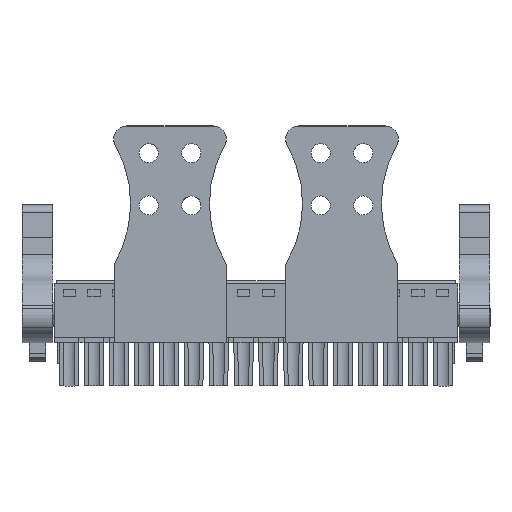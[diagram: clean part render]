
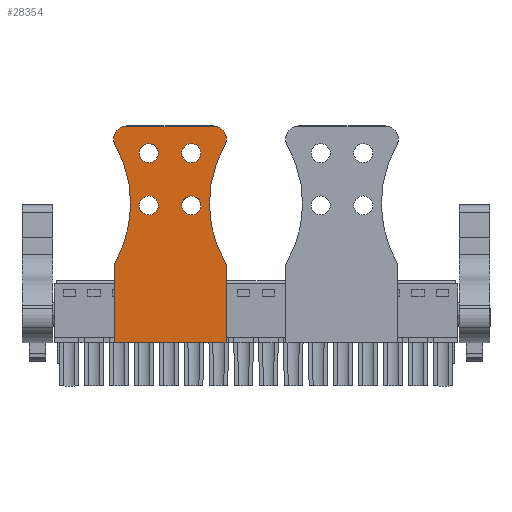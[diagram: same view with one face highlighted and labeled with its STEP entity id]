
A CAD part, front view. The second image highlights one B-rep face of the part: STEP entity #28354.
In plain terms, the highlighted planar face has unit normal (0, -1, 0).
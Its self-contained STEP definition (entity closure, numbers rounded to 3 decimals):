
#28008=AXIS2_PLACEMENT_3D('Circle Axis2P3D',#28006,#28007,$) ;
#28032=AXIS2_PLACEMENT_3D('Circle Axis2P3D',#28030,#28031,$) ;
#28080=AXIS2_PLACEMENT_3D('Circle Axis2P3D',#28078,#28079,$) ;
#28104=AXIS2_PLACEMENT_3D('Circle Axis2P3D',#28102,#28103,$) ;
#28128=AXIS2_PLACEMENT_3D('Circle Axis2P3D',#28126,#28127,$) ;
#28152=AXIS2_PLACEMENT_3D('Circle Axis2P3D',#28150,#28151,$) ;
#28176=AXIS2_PLACEMENT_3D('Circle Axis2P3D',#28174,#28175,$) ;
#28230=AXIS2_PLACEMENT_3D('Circle Axis2P3D',#28228,#28229,$) ;
#28284=AXIS2_PLACEMENT_3D('Circle Axis2P3D',#28282,#28283,$) ;
#28308=AXIS2_PLACEMENT_3D('Circle Axis2P3D',#28306,#28307,$) ;
#28321=AXIS2_PLACEMENT_3D('Plane Axis2P3D',#28318,#28319,#28320) ;
#27881=CARTESIAN_POINT('Vertex',(31.19,0.,18.601)) ;
#27884=CARTESIAN_POINT('Line Origine',(31.19,0.,12.6)) ;
#27888=CARTESIAN_POINT('Vertex',(31.19,0.,6.6)) ;
#27970=CARTESIAN_POINT('Vertex',(14.07,0.,6.6)) ;
#27973=CARTESIAN_POINT('Line Origine',(14.07,0.,12.6)) ;
#27977=CARTESIAN_POINT('Vertex',(14.07,0.,18.601)) ;
#28006=CARTESIAN_POINT('Axis2P3D Location',(-1.585,0.,27.873)) ;
#28010=CARTESIAN_POINT('Vertex',(14.286,0.,36.772)) ;
#28030=CARTESIAN_POINT('Axis2P3D Location',(16.03,0.,37.75)) ;
#28034=CARTESIAN_POINT('Vertex',(16.03,0.,39.75)) ;
#28054=CARTESIAN_POINT('Line Origine',(22.63,0.,39.75)) ;
#28058=CARTESIAN_POINT('Vertex',(29.23,0.,39.75)) ;
#28078=CARTESIAN_POINT('Axis2P3D Location',(29.23,0.,37.75)) ;
#28082=CARTESIAN_POINT('Vertex',(30.974,0.,36.772)) ;
#28102=CARTESIAN_POINT('Axis2P3D Location',(46.845,0.,27.873)) ;
#28123=CARTESIAN_POINT('Vertex',(20.83,0.,27.6)) ;
#28126=CARTESIAN_POINT('Axis2P3D Location',(19.38,0.,27.6)) ;
#28130=CARTESIAN_POINT('Vertex',(17.93,0.,27.6)) ;
#28150=CARTESIAN_POINT('Axis2P3D Location',(19.38,0.,27.6)) ;
#28171=CARTESIAN_POINT('Vertex',(17.93,0.,35.6)) ;
#28174=CARTESIAN_POINT('Axis2P3D Location',(19.38,0.,35.6)) ;
#28178=CARTESIAN_POINT('Vertex',(20.83,0.,35.6)) ;
#28199=CARTESIAN_POINT('Control Point',(17.93,0.,35.6)) ;
#28200=CARTESIAN_POINT('Control Point',(17.93,0.,36.056)) ;
#28201=CARTESIAN_POINT('Control Point',(18.109,0.,36.511)) ;
#28202=CARTESIAN_POINT('Control Point',(18.469,0.,36.871)) ;
#28203=CARTESIAN_POINT('Control Point',(19.38,0.,37.229)) ;
#28204=CARTESIAN_POINT('Control Point',(20.291,0.,36.871)) ;
#28205=CARTESIAN_POINT('Control Point',(20.651,0.,36.511)) ;
#28206=CARTESIAN_POINT('Control Point',(20.83,0.,36.056)) ;
#28207=CARTESIAN_POINT('Control Point',(20.83,0.,35.6)) ;
#28225=CARTESIAN_POINT('Vertex',(24.43,0.,27.6)) ;
#28228=CARTESIAN_POINT('Axis2P3D Location',(25.88,0.,27.6)) ;
#28232=CARTESIAN_POINT('Vertex',(27.33,0.,27.6)) ;
#28253=CARTESIAN_POINT('Control Point',(24.43,0.,27.6)) ;
#28254=CARTESIAN_POINT('Control Point',(24.43,0.,28.056)) ;
#28255=CARTESIAN_POINT('Control Point',(24.609,0.,28.511)) ;
#28256=CARTESIAN_POINT('Control Point',(24.969,0.,28.871)) ;
#28257=CARTESIAN_POINT('Control Point',(25.88,0.,29.229)) ;
#28258=CARTESIAN_POINT('Control Point',(26.791,0.,28.871)) ;
#28259=CARTESIAN_POINT('Control Point',(27.151,0.,28.511)) ;
#28260=CARTESIAN_POINT('Control Point',(27.33,0.,28.056)) ;
#28261=CARTESIAN_POINT('Control Point',(27.33,0.,27.6)) ;
#28279=CARTESIAN_POINT('Vertex',(24.43,0.,35.6)) ;
#28282=CARTESIAN_POINT('Axis2P3D Location',(25.88,0.,35.6)) ;
#28286=CARTESIAN_POINT('Vertex',(27.33,0.,35.6)) ;
#28306=CARTESIAN_POINT('Axis2P3D Location',(25.88,0.,35.6)) ;
#28318=CARTESIAN_POINT('Axis2P3D Location',(6.995,0.,-2.35)) ;
#28323=CARTESIAN_POINT('Line Origine',(22.63,0.,6.6)) ;
#27885=DIRECTION('Vector Direction',(0.,0.,-1.)) ;
#27974=DIRECTION('Vector Direction',(0.,0.,1.)) ;
#28007=DIRECTION('Axis2P3D Direction',(0.,1.,-0.)) ;
#28031=DIRECTION('Axis2P3D Direction',(0.,1.,0.)) ;
#28055=DIRECTION('Vector Direction',(-1.,0.,0.)) ;
#28079=DIRECTION('Axis2P3D Direction',(0.,1.,-0.)) ;
#28103=DIRECTION('Axis2P3D Direction',(0.,1.,0.)) ;
#28127=DIRECTION('Axis2P3D Direction',(0.,1.,0.)) ;
#28151=DIRECTION('Axis2P3D Direction',(0.,1.,0.)) ;
#28175=DIRECTION('Axis2P3D Direction',(0.,1.,-0.)) ;
#28229=DIRECTION('Axis2P3D Direction',(0.,1.,0.)) ;
#28283=DIRECTION('Axis2P3D Direction',(0.,1.,0.)) ;
#28307=DIRECTION('Axis2P3D Direction',(0.,1.,-0.)) ;
#28319=DIRECTION('Axis2P3D Direction',(0.,1.,-0.)) ;
#28320=DIRECTION('Axis2P3D XDirection',(-1.,0.,0.)) ;
#28324=DIRECTION('Vector Direction',(1.,0.,0.)) ;
#27886=VECTOR('Line Direction',#27885,1.) ;
#27975=VECTOR('Line Direction',#27974,1.) ;
#28056=VECTOR('Line Direction',#28055,1.) ;
#28325=VECTOR('Line Direction',#28324,1.) ;
#28329=ORIENTED_EDGE('',*,*,#28106,.F.) ;
#28330=ORIENTED_EDGE('',*,*,#28084,.F.) ;
#28331=ORIENTED_EDGE('',*,*,#28060,.F.) ;
#28332=ORIENTED_EDGE('',*,*,#28036,.F.) ;
#28333=ORIENTED_EDGE('',*,*,#28012,.F.) ;
#28334=ORIENTED_EDGE('',*,*,#27979,.F.) ;
#28335=ORIENTED_EDGE('',*,*,#28327,.F.) ;
#28336=ORIENTED_EDGE('',*,*,#27890,.F.) ;
#28339=ORIENTED_EDGE('',*,*,#28154,.T.) ;
#28340=ORIENTED_EDGE('',*,*,#28132,.T.) ;
#28343=ORIENTED_EDGE('',*,*,#28208,.T.) ;
#28344=ORIENTED_EDGE('',*,*,#28180,.T.) ;
#28347=ORIENTED_EDGE('',*,*,#28262,.T.) ;
#28348=ORIENTED_EDGE('',*,*,#28234,.T.) ;
#28351=ORIENTED_EDGE('',*,*,#28310,.T.) ;
#28352=ORIENTED_EDGE('',*,*,#28288,.T.) ;
#28341=FACE_BOUND('',#28338,.T.) ;
#28345=FACE_BOUND('',#28342,.T.) ;
#28349=FACE_BOUND('',#28346,.T.) ;
#28353=FACE_BOUND('',#28350,.T.) ;
#28354=ADVANCED_FACE('Strain relief.1',(#28337,#28341,#28345,#28349,#28353),#28322,.F.) ;
#28198=B_SPLINE_CURVE_WITH_KNOTS('',5,(#28199,#28200,#28201,#28202,#28203,#28204,#28205,#28206,#28207),.UNSPECIFIED.,.F.,.U.,(6,3,6),(-2.278,0.,2.278),.UNSPECIFIED.) ;
#28252=B_SPLINE_CURVE_WITH_KNOTS('',5,(#28253,#28254,#28255,#28256,#28257,#28258,#28259,#28260,#28261),.UNSPECIFIED.,.F.,.U.,(6,3,6),(-2.278,0.,2.278),.UNSPECIFIED.) ;
#28009=CIRCLE('generated circle',#28008,18.195) ;
#28033=CIRCLE('generated circle',#28032,2.) ;
#28081=CIRCLE('generated circle',#28080,2.) ;
#28105=CIRCLE('generated circle',#28104,18.195) ;
#28129=CIRCLE('generated circle',#28128,1.45) ;
#28153=CIRCLE('generated circle',#28152,1.45) ;
#28177=CIRCLE('generated circle',#28176,1.45) ;
#28231=CIRCLE('generated circle',#28230,1.45) ;
#28285=CIRCLE('generated circle',#28284,1.45) ;
#28309=CIRCLE('generated circle',#28308,1.45) ;
#27890=EDGE_CURVE('',#27882,#27889,#27887,.T.) ;
#27979=EDGE_CURVE('',#27971,#27978,#27976,.T.) ;
#28012=EDGE_CURVE('',#27978,#28011,#28009,.F.) ;
#28036=EDGE_CURVE('',#28011,#28035,#28033,.T.) ;
#28060=EDGE_CURVE('',#28035,#28059,#28057,.F.) ;
#28084=EDGE_CURVE('',#28059,#28083,#28081,.T.) ;
#28106=EDGE_CURVE('',#28083,#27882,#28105,.F.) ;
#28132=EDGE_CURVE('',#28131,#28124,#28129,.T.) ;
#28154=EDGE_CURVE('',#28124,#28131,#28153,.T.) ;
#28180=EDGE_CURVE('',#28179,#28172,#28177,.T.) ;
#28208=EDGE_CURVE('',#28172,#28179,#28198,.T.) ;
#28234=EDGE_CURVE('',#28233,#28226,#28231,.T.) ;
#28262=EDGE_CURVE('',#28226,#28233,#28252,.T.) ;
#28288=EDGE_CURVE('',#28287,#28280,#28285,.T.) ;
#28310=EDGE_CURVE('',#28280,#28287,#28309,.T.) ;
#28327=EDGE_CURVE('',#27889,#27971,#28326,.F.) ;
#28328=EDGE_LOOP('',(#28329,#28330,#28331,#28332,#28333,#28334,#28335,#28336)) ;
#28338=EDGE_LOOP('',(#28339,#28340)) ;
#28342=EDGE_LOOP('',(#28343,#28344)) ;
#28346=EDGE_LOOP('',(#28347,#28348)) ;
#28350=EDGE_LOOP('',(#28351,#28352)) ;
#28337=FACE_OUTER_BOUND('',#28328,.T.) ;
#27887=LINE('Line',#27884,#27886) ;
#27976=LINE('Line',#27973,#27975) ;
#28057=LINE('Line',#28054,#28056) ;
#28326=LINE('Line',#28323,#28325) ;
#28322=PLANE('',#28321) ;
#27882=VERTEX_POINT('',#27881) ;
#27889=VERTEX_POINT('',#27888) ;
#27971=VERTEX_POINT('',#27970) ;
#27978=VERTEX_POINT('',#27977) ;
#28011=VERTEX_POINT('',#28010) ;
#28035=VERTEX_POINT('',#28034) ;
#28059=VERTEX_POINT('',#28058) ;
#28083=VERTEX_POINT('',#28082) ;
#28124=VERTEX_POINT('',#28123) ;
#28131=VERTEX_POINT('',#28130) ;
#28172=VERTEX_POINT('',#28171) ;
#28179=VERTEX_POINT('',#28178) ;
#28226=VERTEX_POINT('',#28225) ;
#28233=VERTEX_POINT('',#28232) ;
#28280=VERTEX_POINT('',#28279) ;
#28287=VERTEX_POINT('',#28286) ;
